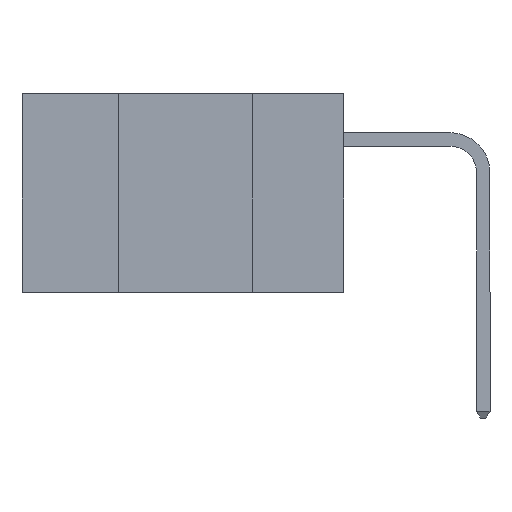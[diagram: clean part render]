
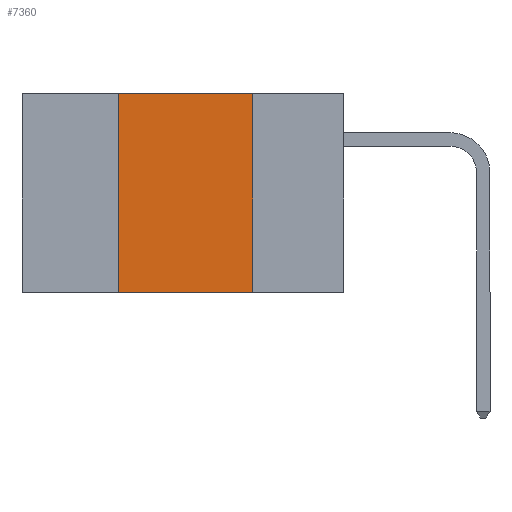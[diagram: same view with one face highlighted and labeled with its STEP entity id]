
A CAD part, left-side view. The second image highlights one B-rep face of the part: STEP entity #7360.
In plain terms, the highlighted planar face has unit normal (-1, 0, 0).
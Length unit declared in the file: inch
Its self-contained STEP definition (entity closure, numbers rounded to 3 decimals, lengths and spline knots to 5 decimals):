
#339 = VERTEX_POINT ( 'NONE', #8241 ) ;
#396 = EDGE_CURVE ( 'NONE', #7174, #10284, #968, .T. ) ;
#679 = DIRECTION ( 'NONE',  ( 0., 0., -1. ) ) ;
#968 = LINE ( 'NONE', #7504, #9078 ) ;
#1013 = EDGE_CURVE ( 'NONE', #7174, #1596, #4779, .T. ) ;
#1021 = VECTOR ( 'NONE', #679, 39.37008 ) ;
#1064 = DIRECTION ( 'NONE',  ( 0., -1., 0. ) ) ;
#1490 = CARTESIAN_POINT ( 'NONE',  ( 0., 0.17, 0. ) ) ;
#1596 = VERTEX_POINT ( 'NONE', #7667 ) ;
#1748 = ORIENTED_EDGE ( 'NONE', *, *, #4670, .F. ) ;
#1970 = CARTESIAN_POINT ( 'NONE',  ( 0., 0.42, -0.37 ) ) ;
#2735 = ORIENTED_EDGE ( 'NONE', *, *, #396, .F. ) ;
#2890 = VECTOR ( 'NONE', #1064, 39.37008 ) ;
#2919 = CARTESIAN_POINT ( 'NONE',  ( 0., 0.6, 0. ) ) ;
#2957 = PLANE ( 'NONE',  #4425 ) ;
#3049 = ORIENTED_EDGE ( 'NONE', *, *, #1013, .T. ) ;
#3167 = LINE ( 'NONE', #2919, #7257 ) ;
#4018 = EDGE_LOOP ( 'NONE', ( #4393, #1748, #2735, #3049 ) ) ;
#4026 = FACE_OUTER_BOUND ( 'NONE', #4018, .T. ) ;
#4393 = ORIENTED_EDGE ( 'NONE', *, *, #5357, .F. ) ;
#4425 = AXIS2_PLACEMENT_3D ( 'NONE', #8638, #9461, #4573 ) ;
#4573 = DIRECTION ( 'NONE',  ( 0., 0., -1. ) ) ;
#4670 = EDGE_CURVE ( 'NONE', #10284, #339, #3167, .T. ) ;
#4779 = LINE ( 'NONE', #5908, #2890 ) ;
#5326 = LINE ( 'NONE', #1490, #1021 ) ;
#5357 = EDGE_CURVE ( 'NONE', #339, #1596, #5326, .T. ) ;
#5851 = CARTESIAN_POINT ( 'NONE',  ( 0., 0.42, 0. ) ) ;
#5908 = CARTESIAN_POINT ( 'NONE',  ( 0., 0.6, -0.37 ) ) ;
#7174 = VERTEX_POINT ( 'NONE', #1970 ) ;
#7257 = VECTOR ( 'NONE', #7796, 39.37008 ) ;
#7360 = ADVANCED_FACE ( 'NONE', ( #4026 ), #2957, .F. ) ;
#7504 = CARTESIAN_POINT ( 'NONE',  ( 0., 0.42, 0. ) ) ;
#7667 = CARTESIAN_POINT ( 'NONE',  ( 0., 0.17, -0.37 ) ) ;
#7796 = DIRECTION ( 'NONE',  ( 0., -1., 0. ) ) ;
#8241 = CARTESIAN_POINT ( 'NONE',  ( 0., 0.17, 0. ) ) ;
#8312 = DIRECTION ( 'NONE',  ( 0., 0., 1. ) ) ;
#8638 = CARTESIAN_POINT ( 'NONE',  ( 0., 0.6, 0. ) ) ;
#9078 = VECTOR ( 'NONE', #8312, 39.37008 ) ;
#9461 = DIRECTION ( 'NONE',  ( 1., 0., 0. ) ) ;
#10284 = VERTEX_POINT ( 'NONE', #5851 ) ;
